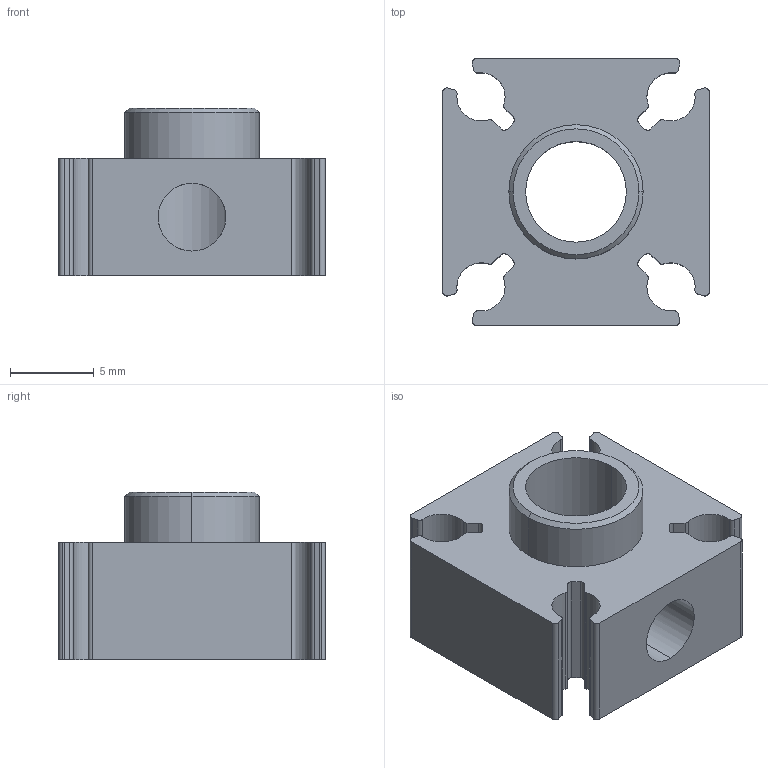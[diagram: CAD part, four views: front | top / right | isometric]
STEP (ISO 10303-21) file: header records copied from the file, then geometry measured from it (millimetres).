
FILE_DESCRIPTION (( 'STEP AP214' ), '1' );
FILE_NAME ('am-3442a 6mm Round Single Boss Nub REV2.STEP', '2018-06-25T19:34:45', ( '' ), ( '' ), 'SwSTEP 2.0', 'SolidWorks 2017', '' );
FILE_SCHEMA (( 'AUTOMOTIVE_DESIGN' ));
Length unit declared in the file: inch
Products named in the file (1): am-3442a 6mm Round Single Boss Nub REV2
Bounding box: 15.88 x 15.88 x 10 mm (x, y, z)
Volume: 1276.9 mm3; surface area: 1316.2 mm2
Topology: 1 solids, 1 shells, 87 faces, 250 edges, 166 vertices
Faces by surface type: cylinder 58, plane 27, cone 2
Entity records: 3026 total; most frequent: CARTESIAN_POINT 556, DIRECTION 540, ORIENTED_EDGE 500, EDGE_CURVE 250, AXIS2_PLACEMENT_3D 204, VERTEX_POINT 166, LINE 132, VECTOR 132
